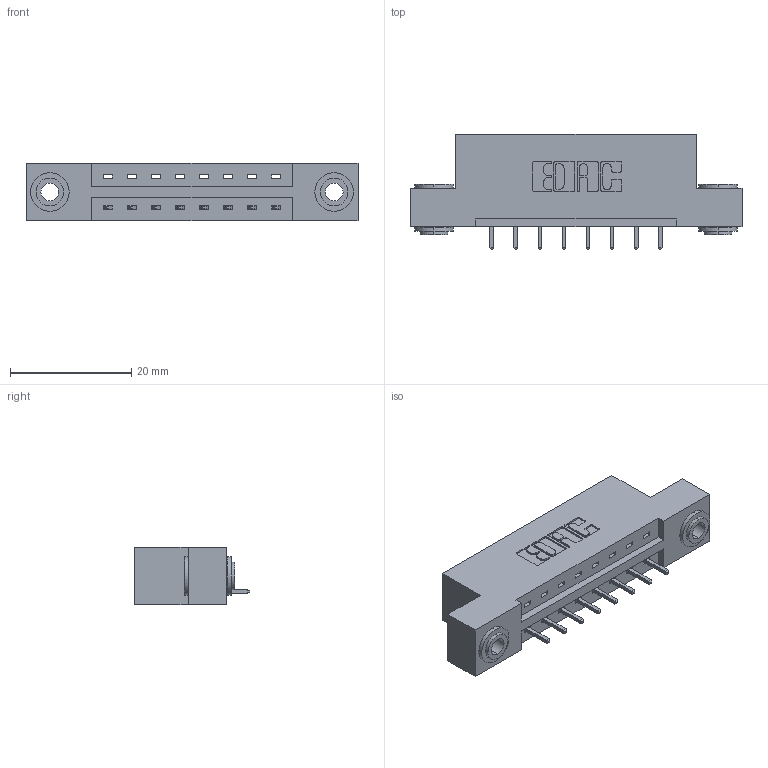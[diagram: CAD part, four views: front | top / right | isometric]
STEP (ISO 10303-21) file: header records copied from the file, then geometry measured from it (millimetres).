
FILE_DESCRIPTION (( 'STEP AP203' ), '1' );
FILE_NAME ('387-008-521-103.STEP', '2018-09-10T03:55:57', ( '' ), ( '' ), 'SwSTEP 2.0', 'SolidWorks 2016', '' );
FILE_SCHEMA (( 'CONFIG_CONTROL_DESIGN' ));
Length unit declared in the file: inch
Products named in the file (4): 345-292-001_345-293-121; 345-250-002_345-250-002-102; 387-008-521-103; 337 Part_Flush Mounting Lugs - 0.156 Dia-TH
Assembly tree (11 placements, depth 2):
  387-008-521-103
    337 Part_Flush Mounting Lugs - 0.156 Dia-TH
    345-292-001_345-293-121  x8
    345-250-002_345-250-002-102  x2
Bounding box: 54.71 x 19.06 x 9.4 mm (x, y, z)
Volume: 5257.5 mm3; surface area: 5380.4 mm2
Topology: 11 solids, 11 shells, 648 faces, 1891 edges, 1246 vertices
Faces by surface type: plane 448, cylinder 192, cone 8
Entity records: 11012 total; most frequent: CARTESIAN_POINT 1893, ORIENTED_EDGE 1830, DIRECTION 1697, EDGE_CURVE 915, VECTOR 763, LINE 763, VERTEX_POINT 606, AXIS2_PLACEMENT_3D 467
